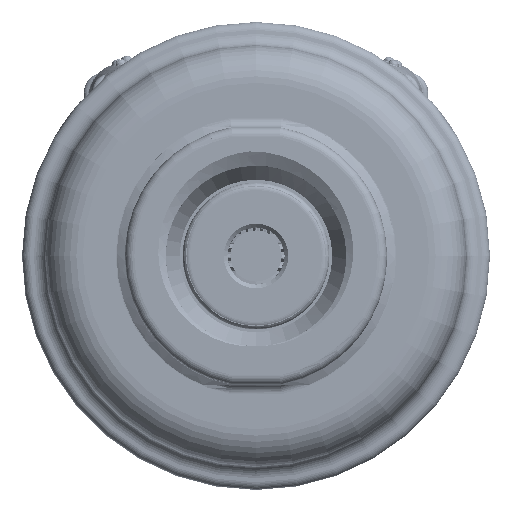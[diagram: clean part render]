
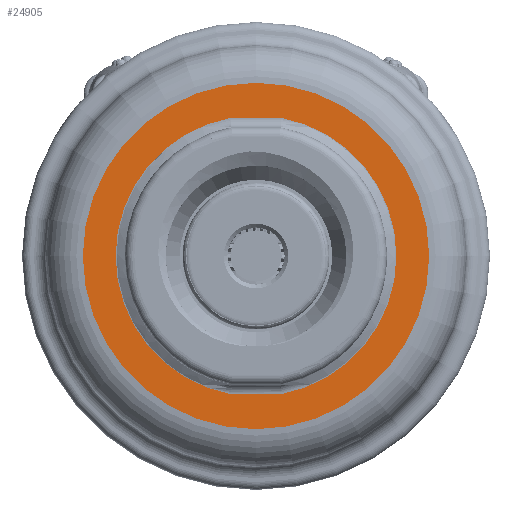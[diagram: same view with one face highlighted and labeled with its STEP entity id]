
A CAD part, front view. The second image highlights one B-rep face of the part: STEP entity #24905.
In plain terms, the highlighted planar face has unit normal (0, -1, 0).
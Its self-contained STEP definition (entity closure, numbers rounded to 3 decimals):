
#4004=CARTESIAN_POINT('',(0.,-4.,0.));
#4005=DIRECTION('',(0.,-1.,0.));
#4006=DIRECTION('',(-0.182,0.,0.983));
#4007=AXIS2_PLACEMENT_3D('',#4004,#4005,#4006);
#4009=DIRECTION('',(1.,0.,0.));
#4010=VECTOR('',#4009,5.454);
#4011=CARTESIAN_POINT('',(-2.727,-4.,-14.75));
#4012=LINE('',#4011,#4010);
#4013=CARTESIAN_POINT('',(0.,-4.,0.));
#4014=DIRECTION('',(0.,-1.,0.));
#4015=DIRECTION('',(0.182,0.,-0.983));
#4016=AXIS2_PLACEMENT_3D('',#4013,#4014,#4015);
#4018=DIRECTION('',(-1.,0.,0.));
#4019=VECTOR('',#4018,5.454);
#4020=CARTESIAN_POINT('',(2.727,-4.,14.75));
#4021=LINE('',#4020,#4019);
#4022=CARTESIAN_POINT('',(0.,-4.,0.));
#4023=DIRECTION('',(0.,-1.,0.));
#4024=DIRECTION('',(0.,0.,-1.));
#4025=AXIS2_PLACEMENT_3D('',#4022,#4023,#4024);
#4027=CARTESIAN_POINT('',(0.,-4.,0.));
#4028=DIRECTION('',(0.,-1.,0.));
#4029=DIRECTION('',(0.,0.,1.));
#4030=AXIS2_PLACEMENT_3D('',#4027,#4028,#4029);
#20310=CARTESIAN_POINT('',(-2.727,-4.,14.75));
#20311=CARTESIAN_POINT('',(-2.727,-4.,-14.75));
#20312=VERTEX_POINT('',#20310);
#20313=VERTEX_POINT('',#20311);
#20318=CARTESIAN_POINT('',(2.727,-4.,-14.75));
#20319=CARTESIAN_POINT('',(2.727,-4.,14.75));
#20320=VERTEX_POINT('',#20318);
#20321=VERTEX_POINT('',#20319);
#20655=CARTESIAN_POINT('',(0.,-4.,-18.5));
#20656=CARTESIAN_POINT('',(0.,-4.,18.5));
#20657=VERTEX_POINT('',#20655);
#20658=VERTEX_POINT('',#20656);
#24885=CARTESIAN_POINT('',(0.,-4.,0.));
#24886=DIRECTION('',(0.,-1.,0.));
#24887=DIRECTION('',(0.,0.,1.));
#24888=AXIS2_PLACEMENT_3D('',#24885,#24886,#24887);
#24889=PLANE('',#24888);
#24891=ORIENTED_EDGE('',*,*,#24890,.F.);
#24892=ORIENTED_EDGE('',*,*,#24875,.F.);
#24893=EDGE_LOOP('',(#24891,#24892));
#24894=FACE_OUTER_BOUND('',#24893,.F.);
#24896=ORIENTED_EDGE('',*,*,#24895,.T.);
#24898=ORIENTED_EDGE('',*,*,#24897,.T.);
#24900=ORIENTED_EDGE('',*,*,#24899,.T.);
#24902=ORIENTED_EDGE('',*,*,#24901,.T.);
#24903=EDGE_LOOP('',(#24896,#24898,#24900,#24902));
#24904=FACE_BOUND('',#24903,.F.);
#24905=ADVANCED_FACE('',(#24894,#24904),#24889,.T.);
#4008=CIRCLE('',#4007,15.);
#4017=CIRCLE('',#4016,15.);
#4026=CIRCLE('',#4025,18.5);
#4031=CIRCLE('',#4030,18.5);
#24875=EDGE_CURVE('',#20658,#20657,#4031,.T.);
#24890=EDGE_CURVE('',#20657,#20658,#4026,.T.);
#24895=EDGE_CURVE('',#20312,#20313,#4008,.T.);
#24897=EDGE_CURVE('',#20313,#20320,#4012,.T.);
#24899=EDGE_CURVE('',#20320,#20321,#4017,.T.);
#24901=EDGE_CURVE('',#20321,#20312,#4021,.T.);
